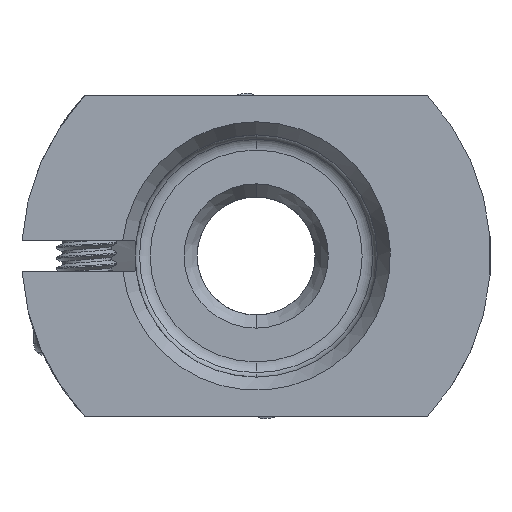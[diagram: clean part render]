
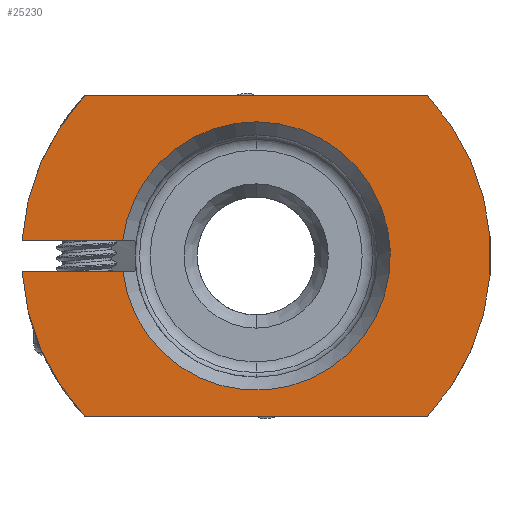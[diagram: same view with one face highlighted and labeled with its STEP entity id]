
A CAD part, front view. The second image highlights one B-rep face of the part: STEP entity #25230.
In plain terms, the highlighted planar face has unit normal (0, -1, 0).
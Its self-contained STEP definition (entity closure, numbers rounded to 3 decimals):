
#17687=DIRECTION('',(1.,0.,0.));
#17688=VECTOR('',#17687,6.658);
#17689=CARTESIAN_POINT('',(-15.468,39.1,-1.));
#17690=LINE('',#17689,#17688);
#17866=DIRECTION('',(-1.,0.,0.));
#17867=VECTOR('',#17866,22.618);
#17868=CARTESIAN_POINT('',(11.309,39.1,-10.6));
#17869=LINE('',#17868,#17867);
#17990=DIRECTION('',(-1.,0.,0.));
#17991=VECTOR('',#17990,22.618);
#17992=CARTESIAN_POINT('',(11.309,39.1,10.6));
#17993=LINE('',#17992,#17991);
#17997=CARTESIAN_POINT('',(0.,39.1,0.));
#17998=DIRECTION('',(0.,-1.,0.));
#17999=DIRECTION('',(0.73,0.,-0.684));
#18000=AXIS2_PLACEMENT_3D('',#17997,#17998,#17999);
#18005=CARTESIAN_POINT('',(0.,39.1,0.));
#18006=DIRECTION('',(0.,-1.,0.));
#18007=DIRECTION('',(-0.998,0.,-0.065));
#18008=AXIS2_PLACEMENT_3D('',#18005,#18006,#18007);
#18013=CARTESIAN_POINT('',(0.,39.1,0.));
#18014=DIRECTION('',(0.,1.,0.));
#18015=DIRECTION('',(0.,0.,1.));
#18016=AXIS2_PLACEMENT_3D('',#18013,#18014,#18015);
#18021=CARTESIAN_POINT('',(0.,39.1,0.));
#18022=DIRECTION('',(0.,1.,0.));
#18023=DIRECTION('',(-0.994,0.,0.113));
#18024=AXIS2_PLACEMENT_3D('',#18021,#18022,#18023);
#18029=DIRECTION('',(1.,0.,0.));
#18030=VECTOR('',#18029,6.658);
#18031=CARTESIAN_POINT('',(-15.468,39.1,1.));
#18032=LINE('',#18031,#18030);
#18036=CARTESIAN_POINT('',(0.,39.1,0.));
#18037=DIRECTION('',(0.,-1.,0.));
#18038=DIRECTION('',(-0.73,0.,0.684));
#18039=AXIS2_PLACEMENT_3D('',#18036,#18037,#18038);
#21783=CARTESIAN_POINT('',(-15.468,39.1,1.));
#21784=CARTESIAN_POINT('',(-8.809,39.1,1.));
#21785=VERTEX_POINT('',#21783);
#21786=VERTEX_POINT('',#21784);
#21791=CARTESIAN_POINT('',(-15.468,39.1,-1.));
#21792=CARTESIAN_POINT('',(-8.809,39.1,-1.));
#21793=VERTEX_POINT('',#21791);
#21794=VERTEX_POINT('',#21792);
#21795=CARTESIAN_POINT('',(11.309,39.1,10.6));
#21796=CARTESIAN_POINT('',(-11.309,39.1,10.6));
#21797=VERTEX_POINT('',#21795);
#21798=VERTEX_POINT('',#21796);
#21864=CARTESIAN_POINT('',(11.309,39.1,-10.6));
#21865=VERTEX_POINT('',#21864);
#21949=CARTESIAN_POINT('',(0.,39.1,8.866));
#21950=VERTEX_POINT('',#21949);
#21951=CARTESIAN_POINT('',(-11.309,39.1,-10.6));
#21952=VERTEX_POINT('',#21951);
#25212=CARTESIAN_POINT('',(-10.,39.1,0.));
#25213=DIRECTION('',(0.,1.,0.));
#25214=DIRECTION('',(0.,0.,-1.));
#25215=AXIS2_PLACEMENT_3D('',#25212,#25213,#25214);
#25216=PLANE('',#25215);
#25217=ORIENTED_EDGE('',*,*,#25116,.F.);
#25218=ORIENTED_EDGE('',*,*,#25146,.F.);
#25219=ORIENTED_EDGE('',*,*,#25174,.T.);
#25220=ORIENTED_EDGE('',*,*,#25202,.F.);
#25221=ORIENTED_EDGE('',*,*,#25063,.T.);
#25222=ORIENTED_EDGE('',*,*,#25021,.F.);
#25223=ORIENTED_EDGE('',*,*,#25019,.F.);
#25225=ORIENTED_EDGE('',*,*,#25224,.F.);
#25227=ORIENTED_EDGE('',*,*,#25226,.F.);
#25228=EDGE_LOOP('',(#25217,#25218,#25219,#25220,#25221,#25222,#25223,#25225,
#25227));
#25229=FACE_OUTER_BOUND('',#25228,.F.);
#25230=ADVANCED_FACE('',(#25229),#25216,.F.);
#18001=CIRCLE('',#18000,15.5);
#18009=CIRCLE('',#18008,15.5);
#18017=CIRCLE('',#18016,8.866);
#18025=CIRCLE('',#18024,8.866);
#18040=CIRCLE('',#18039,15.5);
#25019=EDGE_CURVE('',#21786,#21950,#18025,.T.);
#25021=EDGE_CURVE('',#21950,#21794,#18017,.T.);
#25063=EDGE_CURVE('',#21793,#21794,#17690,.T.);
#25116=EDGE_CURVE('',#21797,#21798,#17993,.T.);
#25146=EDGE_CURVE('',#21865,#21797,#18001,.T.);
#25174=EDGE_CURVE('',#21865,#21952,#17869,.T.);
#25202=EDGE_CURVE('',#21793,#21952,#18009,.T.);
#25224=EDGE_CURVE('',#21785,#21786,#18032,.T.);
#25226=EDGE_CURVE('',#21798,#21785,#18040,.T.);
